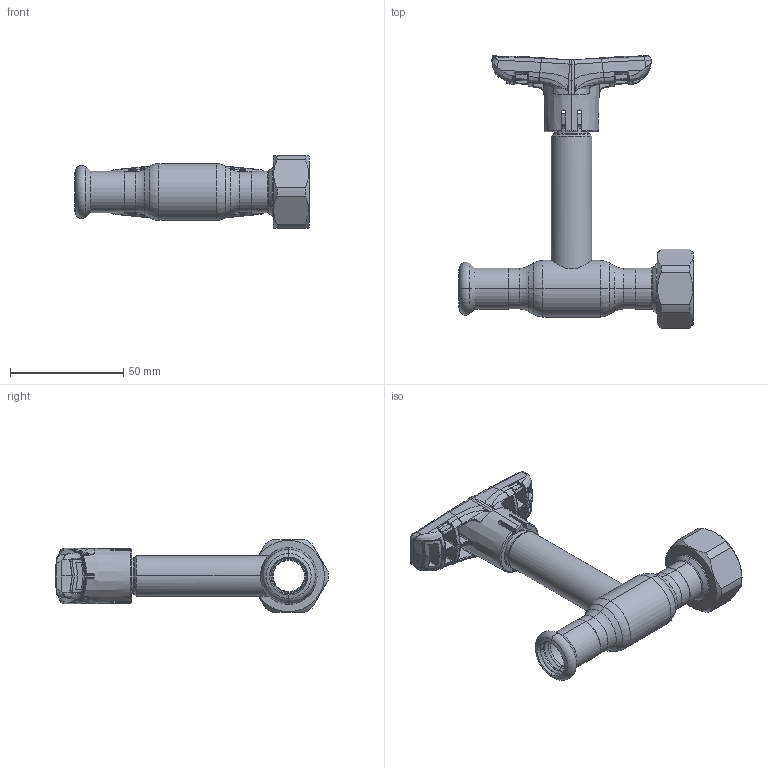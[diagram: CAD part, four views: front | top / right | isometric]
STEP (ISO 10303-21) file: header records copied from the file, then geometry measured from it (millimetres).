
FILE_DESCRIPTION (( 'STEP AP214' ), '1' );
FILE_NAME ('2010001411-0400.step', '2023-12-12T08:51:07', ( '' ), ( '' ), 'SwSTEP 2.0', 'SolidWorks 2021', '' );
FILE_SCHEMA (( 'AUTOMOTIVE_DESIGN' ));
Length unit declared in the file: millimetre
Products named in the file (1): 2010001411-0400
Bounding box: 103.5 x 120.28 x 32 mm (x, y, z)
Surface area: 25771.1 mm2 (no closed solid volume)
Topology: 0 solids, 11 shells, 731 faces, 2168 edges, 1354 vertices
Faces by surface type: bspline 547, plane 61, cylinder 53, cone 35, torus 29, sphere 6
Entity records: 55938 total; most frequent: CARTESIAN_POINT 33342, ORIENTED_EDGE 3743, EDGE_CURVE 2162, DIRECTION 1616, B_SPLINE_CURVE_WITH_KNOTS 1443, VERTEX_POINT 1354, EDGE_LOOP 742, UNCERTAINTY_MEASURE_WITH_UNIT 733
